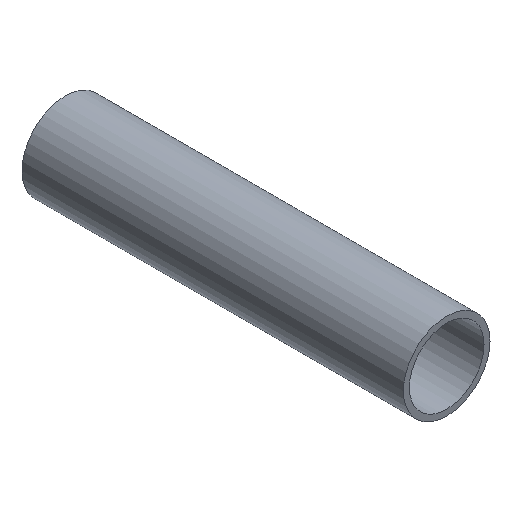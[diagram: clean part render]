
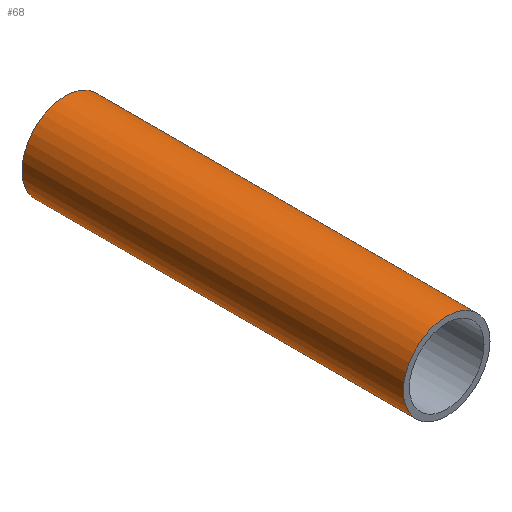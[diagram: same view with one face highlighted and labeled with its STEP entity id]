
A CAD part, isometric view. The second image highlights one B-rep face of the part: STEP entity #68.
In plain terms, the highlighted cylindrical face has radius 30.163 mm (diameter 60.325 mm), a full revolution.
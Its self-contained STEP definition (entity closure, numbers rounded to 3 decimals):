
#20=LINE('',#132,#22);
#22=VECTOR('',#114,30.163);
#24=CYLINDRICAL_SURFACE('',#91,30.163);
#30=FACE_OUTER_BOUND('',#36,.T.);
#36=EDGE_LOOP('',(#59,#60,#61,#62));
#37=CIRCLE('',#85,30.163);
#39=CIRCLE('',#88,30.163);
#41=VERTEX_POINT('',#120);
#43=VERTEX_POINT('',#125);
#45=EDGE_CURVE('',#41,#41,#37,.T.);
#47=EDGE_CURVE('',#43,#43,#39,.T.);
#50=EDGE_CURVE('',#43,#41,#20,.T.);
#59=ORIENTED_EDGE('',*,*,#47,.T.);
#60=ORIENTED_EDGE('',*,*,#50,.T.);
#61=ORIENTED_EDGE('',*,*,#45,.T.);
#62=ORIENTED_EDGE('',*,*,#50,.F.);
#68=ADVANCED_FACE('',(#30),#24,.T.);
#85=AXIS2_PLACEMENT_3D('',#121,#99,#100);
#88=AXIS2_PLACEMENT_3D('',#126,#105,#106);
#91=AXIS2_PLACEMENT_3D('',#131,#112,#113);
#99=DIRECTION('center_axis',(0.,1.,0.));
#100=DIRECTION('ref_axis',(1.,0.,0.));
#105=DIRECTION('center_axis',(0.,-1.,0.));
#106=DIRECTION('ref_axis',(1.,0.,0.));
#112=DIRECTION('center_axis',(0.,1.,0.));
#113=DIRECTION('ref_axis',(1.,0.,0.));
#114=DIRECTION('',(0.,-1.,0.));
#120=CARTESIAN_POINT('',(-49.673,5.,136.575));
#121=CARTESIAN_POINT('Origin',(-19.511,5.,136.575));
#125=CARTESIAN_POINT('',(-49.673,270.721,136.575));
#126=CARTESIAN_POINT('Origin',(-19.511,270.721,136.575));
#131=CARTESIAN_POINT('Origin',(-19.511,0.,136.575));
#132=CARTESIAN_POINT('',(-49.673,0.,136.575));
